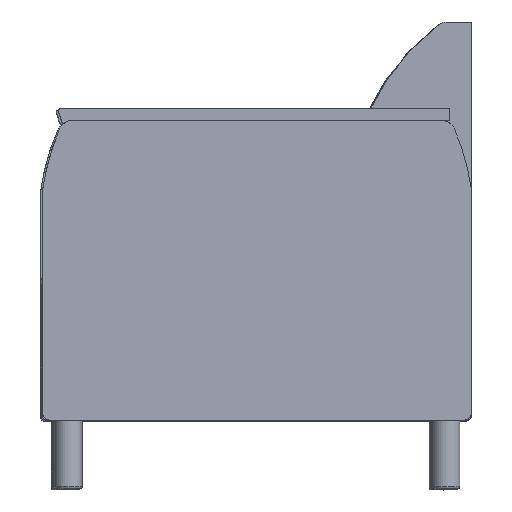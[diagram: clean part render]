
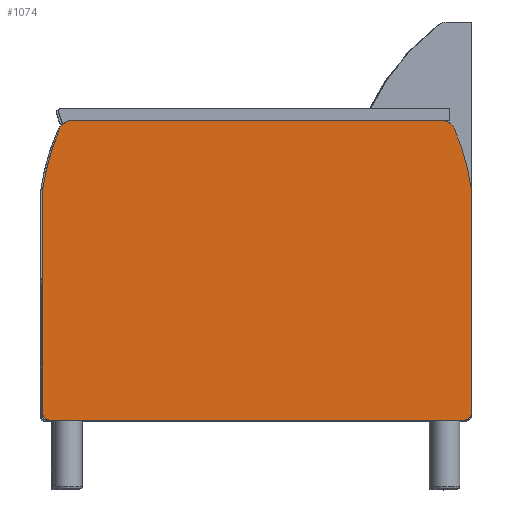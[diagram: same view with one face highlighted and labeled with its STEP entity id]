
A CAD part, top view. The second image highlights one B-rep face of the part: STEP entity #1074.
In plain terms, the highlighted planar face has unit normal (0.003, 0, 1).
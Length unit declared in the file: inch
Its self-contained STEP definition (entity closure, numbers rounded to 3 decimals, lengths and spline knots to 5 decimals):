
#30=B_SPLINE_CURVE_WITH_KNOTS('',3,(#2024,#2025,#2026,#2027,#2028,#2029,
#2030,#2031,#2032,#2033,#2034,#2035,#2036,#2037,#2038,#2039,#2040,#2041,
#2042,#2043,#2044,#2045),.UNSPECIFIED.,.F.,.F.,(4,2,2,2,2,2,2,2,2,2,4),
(-4.79444,-4.48666,-4.06789,-3.64912,
-3.23035,-3.1271,-3.02386,-2.98982,
-2.97281,-2.9643,-2.95579),.UNSPECIFIED.);
#32=B_SPLINE_CURVE_WITH_KNOTS('',3,(#2138,#2139,#2140,#2141,#2142,#2143,
#2144,#2145,#2146,#2147,#2148,#2149,#2150,#2151,#2152,#2153,#2154,#2155,
#2156,#2157,#2158,#2159),.UNSPECIFIED.,.F.,.F.,(4,2,2,2,2,2,2,2,2,2,4),
(-4.79444,-4.78593,-4.77742,-4.7604,
-4.72637,-4.62312,-4.51988,-4.10111,-3.68234,
-3.26356,-2.95579),.UNSPECIFIED.);
#117=PLANE('',#1181);
#169=FACE_OUTER_BOUND('',#233,.T.);
#233=EDGE_LOOP('',(#910,#911,#912,#913,#914,#915,#916,#917,#918,#919,#920,
#921));
#325=LINE('',#2163,#402);
#329=LINE('',#2176,#406);
#330=LINE('',#2180,#407);
#331=LINE('',#2183,#408);
#402=VECTOR('',#1435,25.84997);
#406=VECTOR('',#1447,15.688);
#407=VECTOR('',#1450,29.);
#408=VECTOR('',#1453,15.688);
#455=CIRCLE('',#1167,1.);
#457=CIRCLE('',#1170,17.08068);
#459=CIRCLE('',#1173,17.08068);
#461=CIRCLE('',#1176,1.);
#464=CIRCLE('',#1182,0.5);
#465=CIRCLE('',#1183,0.5);
#535=VERTEX_POINT('',#1935);
#536=VERTEX_POINT('',#1937);
#538=VERTEX_POINT('',#1943);
#540=VERTEX_POINT('',#2022);
#543=VERTEX_POINT('',#2050);
#544=VERTEX_POINT('',#2052);
#546=VERTEX_POINT('',#2058);
#548=VERTEX_POINT('',#2137);
#553=VERTEX_POINT('',#2175);
#554=VERTEX_POINT('',#2177);
#555=VERTEX_POINT('',#2179);
#556=VERTEX_POINT('',#2181);
#658=EDGE_CURVE('',#536,#535,#455,.T.);
#661=EDGE_CURVE('',#538,#536,#457,.T.);
#665=EDGE_CURVE('',#535,#540,#30,.T.);
#668=EDGE_CURVE('',#544,#543,#459,.T.);
#671=EDGE_CURVE('',#546,#544,#461,.T.);
#674=EDGE_CURVE('',#548,#546,#32,.T.);
#677=EDGE_CURVE('',#540,#548,#325,.T.);
#683=EDGE_CURVE('',#543,#553,#329,.T.);
#684=EDGE_CURVE('',#554,#553,#464,.T.);
#685=EDGE_CURVE('',#554,#555,#330,.T.);
#686=EDGE_CURVE('',#556,#555,#465,.T.);
#687=EDGE_CURVE('',#556,#538,#331,.T.);
#910=ORIENTED_EDGE('',*,*,#661,.T.);
#911=ORIENTED_EDGE('',*,*,#658,.T.);
#912=ORIENTED_EDGE('',*,*,#665,.T.);
#913=ORIENTED_EDGE('',*,*,#677,.T.);
#914=ORIENTED_EDGE('',*,*,#674,.T.);
#915=ORIENTED_EDGE('',*,*,#671,.T.);
#916=ORIENTED_EDGE('',*,*,#668,.T.);
#917=ORIENTED_EDGE('',*,*,#683,.T.);
#918=ORIENTED_EDGE('',*,*,#684,.F.);
#919=ORIENTED_EDGE('',*,*,#685,.T.);
#920=ORIENTED_EDGE('',*,*,#686,.F.);
#921=ORIENTED_EDGE('',*,*,#687,.T.);
#1074=ADVANCED_FACE('',(#169),#117,.T.);
#1167=AXIS2_PLACEMENT_3D('',#1938,#1405,#1406);
#1170=AXIS2_PLACEMENT_3D('',#1944,#1412,#1413);
#1173=AXIS2_PLACEMENT_3D('',#2053,#1421,#1422);
#1176=AXIS2_PLACEMENT_3D('',#2059,#1428,#1429);
#1181=AXIS2_PLACEMENT_3D('',#2174,#1445,#1446);
#1182=AXIS2_PLACEMENT_3D('',#2178,#1448,#1449);
#1183=AXIS2_PLACEMENT_3D('',#2182,#1451,#1452);
#1405=DIRECTION('center_axis',(0.,0.,1.));
#1406=DIRECTION('ref_axis',(-0.92,-0.392,0.));
#1412=DIRECTION('center_axis',(0.,0.,1.));
#1413=DIRECTION('ref_axis',(-0.989,-0.146,0.));
#1421=DIRECTION('center_axis',(0.,0.,1.));
#1422=DIRECTION('ref_axis',(0.92,-0.392,0.));
#1428=DIRECTION('center_axis',(0.,0.,1.));
#1429=DIRECTION('ref_axis',(0.662,-0.75,0.));
#1435=DIRECTION('',(-1.,0.,0.));
#1445=DIRECTION('center_axis',(0.,0.,1.));
#1446=DIRECTION('ref_axis',(1.,0.,0.));
#1447=DIRECTION('',(0.,-1.,0.));
#1448=DIRECTION('center_axis',(0.,0.,-1.));
#1449=DIRECTION('ref_axis',(-0.707,-0.707,0.));
#1450=DIRECTION('',(1.,0.,0.));
#1451=DIRECTION('center_axis',(0.,0.,-1.));
#1452=DIRECTION('ref_axis',(0.707,-0.707,0.));
#1453=DIRECTION('',(0.,1.,0.));
#1935=CARTESIAN_POINT('',(16.89303,10.97274,4.));
#1937=CARTESIAN_POINT('',(17.15127,10.61478,4.));
#1938=CARTESIAN_POINT('Origin',(16.23116,10.22312,4.));
#1943=CARTESIAN_POINT('',(18.33397,6.41074,4.));
#1944=CARTESIAN_POINT('Origin',(1.43513,3.92505,4.));
#2022=CARTESIAN_POINT('',(16.25896,11.22274,4.));
#2024=CARTESIAN_POINT('Ctrl Pts',(16.89303,10.97274,4.));
#2025=CARTESIAN_POINT('Ctrl Pts',(16.86277,10.99945,4.));
#2026=CARTESIAN_POINT('Ctrl Pts',(16.83079,11.02442,4.));
#2027=CARTESIAN_POINT('Ctrl Pts',(16.75194,11.07859,4.));
#2028=CARTESIAN_POINT('Ctrl Pts',(16.70387,11.10603,4.));
#2029=CARTESIAN_POINT('Ctrl Pts',(16.60478,11.15231,4.));
#2030=CARTESIAN_POINT('Ctrl Pts',(16.55379,11.17112,4.));
#2031=CARTESIAN_POINT('Ctrl Pts',(16.45201,11.19986,4.));
#2032=CARTESIAN_POINT('Ctrl Pts',(16.40119,11.20978,4.));
#2033=CARTESIAN_POINT('Ctrl Pts',(16.34042,11.21721,4.));
#2034=CARTESIAN_POINT('Ctrl Pts',(16.3272,11.21859,4.));
#2035=CARTESIAN_POINT('Ctrl Pts',(16.30094,11.22077,4.));
#2036=CARTESIAN_POINT('Ctrl Pts',(16.28783,11.22158,4.));
#2037=CARTESIAN_POINT('Ctrl Pts',(16.27262,11.22227,4.));
#2038=CARTESIAN_POINT('Ctrl Pts',(16.26862,11.22243,4.));
#2039=CARTESIAN_POINT('Ctrl Pts',(16.26364,11.2226,4.));
#2040=CARTESIAN_POINT('Ctrl Pts',(16.26217,11.22264,4.));
#2041=CARTESIAN_POINT('Ctrl Pts',(16.26044,11.22269,4.));
#2042=CARTESIAN_POINT('Ctrl Pts',(16.25995,11.22271,4.));
#2043=CARTESIAN_POINT('Ctrl Pts',(16.25921,11.22273,4.));
#2044=CARTESIAN_POINT('Ctrl Pts',(16.25896,11.22274,4.));
#2045=CARTESIAN_POINT('Ctrl Pts',(16.25896,11.22274,4.));
#2050=CARTESIAN_POINT('',(-11.66603,6.41074,4.));
#2052=CARTESIAN_POINT('',(-10.48332,10.61478,4.));
#2053=CARTESIAN_POINT('Origin',(5.23281,3.92505,4.));
#2058=CARTESIAN_POINT('',(-10.22509,10.97274,4.));
#2059=CARTESIAN_POINT('Origin',(-9.56321,10.22312,4.));
#2137=CARTESIAN_POINT('',(-9.59101,11.22274,4.));
#2138=CARTESIAN_POINT('Ctrl Pts',(-9.59101,11.22274,4.));
#2139=CARTESIAN_POINT('Ctrl Pts',(-9.59101,11.22274,4.));
#2140=CARTESIAN_POINT('Ctrl Pts',(-9.59127,11.22273,4.));
#2141=CARTESIAN_POINT('Ctrl Pts',(-9.59201,11.22271,4.));
#2142=CARTESIAN_POINT('Ctrl Pts',(-9.5925,11.22269,4.));
#2143=CARTESIAN_POINT('Ctrl Pts',(-9.59423,11.22264,4.));
#2144=CARTESIAN_POINT('Ctrl Pts',(-9.59569,11.2226,4.));
#2145=CARTESIAN_POINT('Ctrl Pts',(-9.60068,11.22243,4.));
#2146=CARTESIAN_POINT('Ctrl Pts',(-9.60467,11.22227,4.));
#2147=CARTESIAN_POINT('Ctrl Pts',(-9.61988,11.22158,4.));
#2148=CARTESIAN_POINT('Ctrl Pts',(-9.633,11.22077,4.));
#2149=CARTESIAN_POINT('Ctrl Pts',(-9.65926,11.21859,4.));
#2150=CARTESIAN_POINT('Ctrl Pts',(-9.67247,11.21721,4.));
#2151=CARTESIAN_POINT('Ctrl Pts',(-9.73325,11.20978,4.));
#2152=CARTESIAN_POINT('Ctrl Pts',(-9.78407,11.19986,4.));
#2153=CARTESIAN_POINT('Ctrl Pts',(-9.88585,11.17112,4.));
#2154=CARTESIAN_POINT('Ctrl Pts',(-9.93684,11.15231,4.));
#2155=CARTESIAN_POINT('Ctrl Pts',(-10.03593,11.10603,4.));
#2156=CARTESIAN_POINT('Ctrl Pts',(-10.084,11.07859,4.));
#2157=CARTESIAN_POINT('Ctrl Pts',(-10.16285,11.02442,4.));
#2158=CARTESIAN_POINT('Ctrl Pts',(-10.19483,10.99945,4.));
#2159=CARTESIAN_POINT('Ctrl Pts',(-10.22509,10.97274,4.));
#2163=CARTESIAN_POINT('',(18.33397,11.22274,4.));
#2174=CARTESIAN_POINT('Origin',(3.33397,0.72274,4.));
#2175=CARTESIAN_POINT('',(-11.66603,-9.27726,4.));
#2176=CARTESIAN_POINT('',(-11.66603,11.22274,4.));
#2177=CARTESIAN_POINT('',(-11.16603,-9.77726,4.));
#2178=CARTESIAN_POINT('Origin',(-11.16603,-9.27726,4.));
#2179=CARTESIAN_POINT('',(17.83397,-9.77726,4.));
#2180=CARTESIAN_POINT('',(-11.66603,-9.77726,4.));
#2181=CARTESIAN_POINT('',(18.33397,-9.27726,4.));
#2182=CARTESIAN_POINT('Origin',(17.83397,-9.27726,4.));
#2183=CARTESIAN_POINT('',(18.33397,-9.77726,4.));
